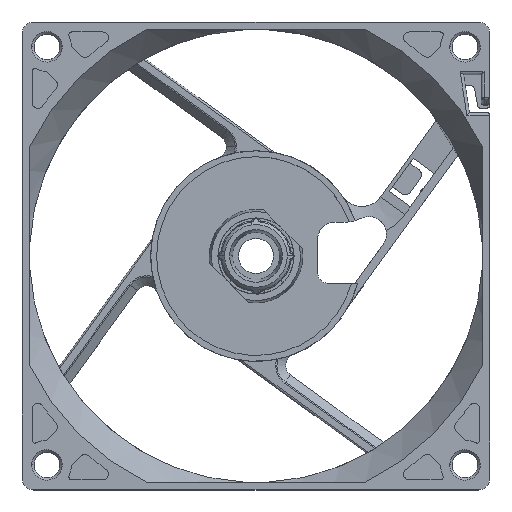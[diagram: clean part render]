
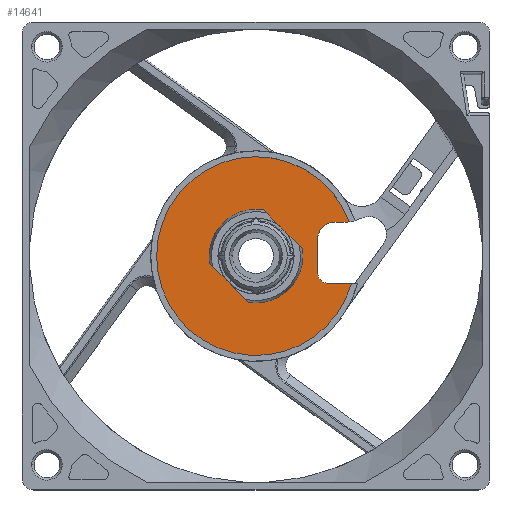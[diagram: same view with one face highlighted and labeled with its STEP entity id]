
A CAD part, top view. The second image highlights one B-rep face of the part: STEP entity #14641.
In plain terms, the highlighted planar face has unit normal (0, 0, 1).
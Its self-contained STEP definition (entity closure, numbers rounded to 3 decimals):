
#167 = CARTESIAN_POINT ( 'NONE',  ( -17., 0., 1.8 ) ) ;
#308 = AXIS2_PLACEMENT_3D ( 'NONE', #10876, #3207, #7065 ) ;
#376 = CARTESIAN_POINT ( 'NONE',  ( 0., 0., 1.8 ) ) ;
#409 = CARTESIAN_POINT ( 'NONE',  ( 7.894, 1.298, 1.8 ) ) ;
#593 = DIRECTION ( 'NONE',  ( 0., 0., -1. ) ) ;
#859 = DIRECTION ( 'NONE',  ( 0., 0., 1. ) ) ;
#940 = VERTEX_POINT ( 'NONE', #167 ) ;
#1018 = CARTESIAN_POINT ( 'NONE',  ( 0., 0., 1.8 ) ) ;
#1113 = CARTESIAN_POINT ( 'NONE',  ( 7.894, 1.298, 1.8 ) ) ;
#1140 = LINE ( 'NONE', #8674, #4343 ) ;
#1349 = ORIENTED_EDGE ( 'NONE', *, *, #4657, .T. ) ;
#1442 = AXIS2_PLACEMENT_3D ( 'NONE', #13657, #3589, #5966 ) ;
#1694 = ORIENTED_EDGE ( 'NONE', *, *, #10418, .T. ) ;
#1803 = ORIENTED_EDGE ( 'NONE', *, *, #4218, .T. ) ;
#1958 = VECTOR ( 'NONE', #2162, 1000. ) ;
#2162 = DIRECTION ( 'NONE',  ( -1., 0., 0. ) ) ;
#2290 = DIRECTION ( 'NONE',  ( 0., 1., 0. ) ) ;
#2712 = AXIS2_PLACEMENT_3D ( 'NONE', #3912, #16571, #8944 ) ;
#2785 = CARTESIAN_POINT ( 'NONE',  ( -1.298, -7.894, 1.8 ) ) ;
#3188 = AXIS2_PLACEMENT_3D ( 'NONE', #376, #8040, #10620 ) ;
#3207 = DIRECTION ( 'NONE',  ( 0., 0., -1. ) ) ;
#3589 = DIRECTION ( 'NONE',  ( 0., 0., -1. ) ) ;
#3911 = EDGE_CURVE ( 'NONE', #12278, #14346, #6762, .T. ) ;
#3912 = CARTESIAN_POINT ( 'NONE',  ( 13.5, 2.8, 1.8 ) ) ;
#3950 = EDGE_CURVE ( 'NONE', #4722, #10678, #13176, .T. ) ;
#3952 = VECTOR ( 'NONE', #4761, 1000. ) ;
#4173 = CIRCLE ( 'NONE', #1442, 2. ) ;
#4218 = EDGE_CURVE ( 'NONE', #8078, #9832, #4173, .T. ) ;
#4343 = VECTOR ( 'NONE', #2290, 1000. ) ;
#4387 = CARTESIAN_POINT ( 'NONE',  ( 1.298, 7.894, 1.8 ) ) ;
#4540 = VERTEX_POINT ( 'NONE', #11869 ) ;
#4576 = AXIS2_PLACEMENT_3D ( 'NONE', #1018, #859, #4699 ) ;
#4628 = CARTESIAN_POINT ( 'NONE',  ( 16.337, -4.7, 1.8 ) ) ;
#4639 = VERTEX_POINT ( 'NONE', #9845 ) ;
#4657 = EDGE_CURVE ( 'NONE', #11894, #8078, #11777, .T. ) ;
#4699 = DIRECTION ( 'NONE',  ( -1., 0., 0. ) ) ;
#4722 = VERTEX_POINT ( 'NONE', #10066 ) ;
#4761 = DIRECTION ( 'NONE',  ( -0.707, 0.707, 0. ) ) ;
#4795 = CARTESIAN_POINT ( 'NONE',  ( 16.872, -4.7, 1.8 ) ) ;
#5461 = EDGE_CURVE ( 'NONE', #14346, #9557, #11137, .T. ) ;
#5701 = DIRECTION ( 'NONE',  ( 0., 0., 1. ) ) ;
#5850 = VERTEX_POINT ( 'NONE', #12931 ) ;
#5966 = DIRECTION ( 'NONE',  ( -1., 0., 0. ) ) ;
#6393 = CARTESIAN_POINT ( 'NONE',  ( -7.894, -1.298, 1.8 ) ) ;
#6511 = DIRECTION ( 'NONE',  ( -1., 0., 0. ) ) ;
#6599 = FACE_OUTER_BOUND ( 'NONE', #14174, .T. ) ;
#6762 = CIRCLE ( 'NONE', #9022, 8. ) ;
#7065 = DIRECTION ( 'NONE',  ( -1., 0., 0. ) ) ;
#7081 = PLANE ( 'NONE',  #13765 ) ;
#7292 = AXIS2_PLACEMENT_3D ( 'NONE', #12084, #10757, #8295 ) ;
#7552 = EDGE_CURVE ( 'NONE', #9832, #5850, #1140, .T. ) ;
#7620 = DIRECTION ( 'NONE',  ( 1., 0., 0. ) ) ;
#7846 = CARTESIAN_POINT ( 'NONE',  ( 10.5, -2.7, 1.8 ) ) ;
#7949 = ORIENTED_EDGE ( 'NONE', *, *, #11661, .F. ) ;
#7997 = FACE_BOUND ( 'NONE', #15501, .T. ) ;
#8040 = DIRECTION ( 'NONE',  ( 0., 0., 1. ) ) ;
#8078 = VERTEX_POINT ( 'NONE', #12969 ) ;
#8082 = CARTESIAN_POINT ( 'NONE',  ( 0., 0., 1.8 ) ) ;
#8088 = VERTEX_POINT ( 'NONE', #8999 ) ;
#8216 = LINE ( 'NONE', #10690, #13224 ) ;
#8295 = DIRECTION ( 'NONE',  ( -1., 0., 0. ) ) ;
#8674 = CARTESIAN_POINT ( 'NONE',  ( 10.5, -2.7, 1.8 ) ) ;
#8944 = DIRECTION ( 'NONE',  ( -1., 0., 0. ) ) ;
#8999 = CARTESIAN_POINT ( 'NONE',  ( 15.953, 5.875, 1.8 ) ) ;
#9022 = AXIS2_PLACEMENT_3D ( 'NONE', #12900, #11669, #6511 ) ;
#9124 = ORIENTED_EDGE ( 'NONE', *, *, #9477, .T. ) ;
#9270 = LINE ( 'NONE', #10200, #13072 ) ;
#9420 = CIRCLE ( 'NONE', #2712, 3. ) ;
#9445 = ORIENTED_EDGE ( 'NONE', *, *, #12739, .F. ) ;
#9477 = EDGE_CURVE ( 'NONE', #8088, #940, #10119, .T. ) ;
#9557 = VERTEX_POINT ( 'NONE', #4387 ) ;
#9832 = VERTEX_POINT ( 'NONE', #7846 ) ;
#9845 = CARTESIAN_POINT ( 'NONE',  ( 13.5, 5.8, 1.8 ) ) ;
#10066 = CARTESIAN_POINT ( 'NONE',  ( -8., 0., 1.8 ) ) ;
#10119 = CIRCLE ( 'NONE', #12497, 17. ) ;
#10200 = CARTESIAN_POINT ( 'NONE',  ( 13.5, 5.8, 1.8 ) ) ;
#10255 = CIRCLE ( 'NONE', #308, 8. ) ;
#10418 = EDGE_CURVE ( 'NONE', #940, #11894, #11262, .T. ) ;
#10620 = DIRECTION ( 'NONE',  ( -1., 0., 0. ) ) ;
#10678 = VERTEX_POINT ( 'NONE', #6393 ) ;
#10690 = CARTESIAN_POINT ( 'NONE',  ( -7.894, -1.298, 1.8 ) ) ;
#10757 = DIRECTION ( 'NONE',  ( 0., 0., 1. ) ) ;
#10817 = DIRECTION ( 'NONE',  ( -1., 0., 0. ) ) ;
#10876 = CARTESIAN_POINT ( 'NONE',  ( 14.862, 13.8, 1.8 ) ) ;
#11067 = EDGE_CURVE ( 'NONE', #4639, #4540, #9270, .T. ) ;
#11137 = LINE ( 'NONE', #409, #3952 ) ;
#11262 = CIRCLE ( 'NONE', #3188, 17. ) ;
#11661 = EDGE_CURVE ( 'NONE', #8088, #4540, #10255, .T. ) ;
#11669 = DIRECTION ( 'NONE',  ( 0., 0., 1. ) ) ;
#11717 = EDGE_CURVE ( 'NONE', #9557, #4722, #13639, .T. ) ;
#11777 = LINE ( 'NONE', #4795, #1958 ) ;
#11798 = ORIENTED_EDGE ( 'NONE', *, *, #7552, .T. ) ;
#11837 = ORIENTED_EDGE ( 'NONE', *, *, #3950, .F. ) ;
#11869 = CARTESIAN_POINT ( 'NONE',  ( 14.862, 5.8, 1.8 ) ) ;
#11894 = VERTEX_POINT ( 'NONE', #4628 ) ;
#12061 = ORIENTED_EDGE ( 'NONE', *, *, #3911, .F. ) ;
#12084 = CARTESIAN_POINT ( 'NONE',  ( 0., 0., 1.8 ) ) ;
#12278 = VERTEX_POINT ( 'NONE', #2785 ) ;
#12480 = EDGE_CURVE ( 'NONE', #5850, #4639, #9420, .T. ) ;
#12497 = AXIS2_PLACEMENT_3D ( 'NONE', #8082, #5701, #10817 ) ;
#12739 = EDGE_CURVE ( 'NONE', #10678, #12278, #8216, .T. ) ;
#12886 = ORIENTED_EDGE ( 'NONE', *, *, #12480, .T. ) ;
#12900 = CARTESIAN_POINT ( 'NONE',  ( 0., 0., 1.8 ) ) ;
#12931 = CARTESIAN_POINT ( 'NONE',  ( 10.5, 2.8, 1.8 ) ) ;
#12969 = CARTESIAN_POINT ( 'NONE',  ( 12.5, -4.7, 1.8 ) ) ;
#13072 = VECTOR ( 'NONE', #7620, 1000. ) ;
#13098 = DIRECTION ( 'NONE',  ( 0.707, -0.707, 0. ) ) ;
#13176 = CIRCLE ( 'NONE', #7292, 8. ) ;
#13224 = VECTOR ( 'NONE', #13098, 1000. ) ;
#13227 = ORIENTED_EDGE ( 'NONE', *, *, #11067, .T. ) ;
#13398 = DIRECTION ( 'NONE',  ( 0., -1., 0. ) ) ;
#13639 = CIRCLE ( 'NONE', #4576, 8. ) ;
#13657 = CARTESIAN_POINT ( 'NONE',  ( 12.5, -2.7, 1.8 ) ) ;
#13765 = AXIS2_PLACEMENT_3D ( 'NONE', #14564, #593, #13398 ) ;
#14045 = ORIENTED_EDGE ( 'NONE', *, *, #5461, .F. ) ;
#14174 = EDGE_LOOP ( 'NONE', ( #11798, #12886, #13227, #7949, #9124, #1694, #1349, #1803 ) ) ;
#14346 = VERTEX_POINT ( 'NONE', #1113 ) ;
#14564 = CARTESIAN_POINT ( 'NONE',  ( 0., 0., 1.8 ) ) ;
#14641 = ADVANCED_FACE ( 'NONE', ( #6599, #7997 ), #7081, .F. ) ;
#15501 = EDGE_LOOP ( 'NONE', ( #15616, #14045, #12061, #9445, #11837 ) ) ;
#15616 = ORIENTED_EDGE ( 'NONE', *, *, #11717, .F. ) ;
#16571 = DIRECTION ( 'NONE',  ( 0., 0., -1. ) ) ;
